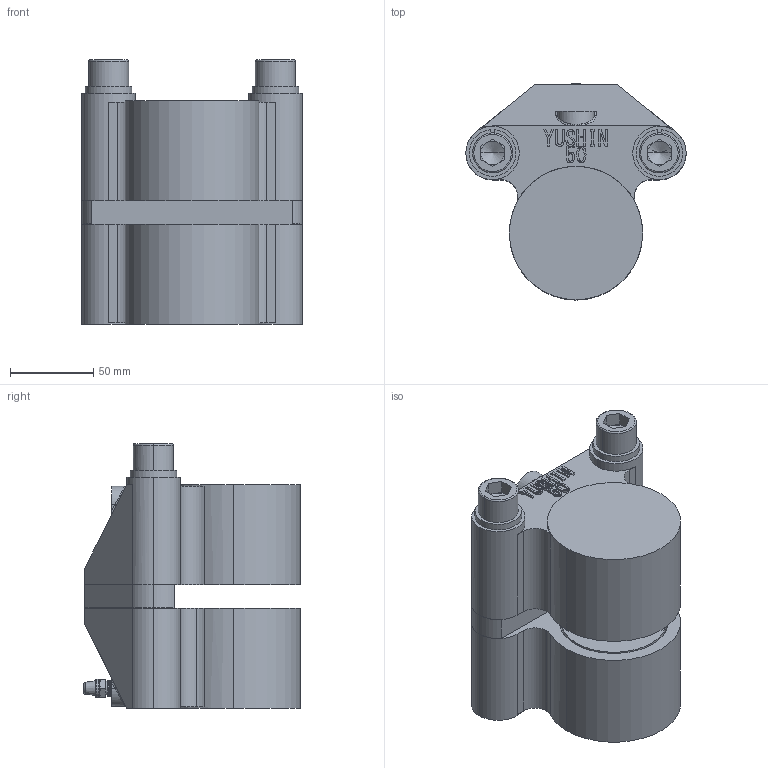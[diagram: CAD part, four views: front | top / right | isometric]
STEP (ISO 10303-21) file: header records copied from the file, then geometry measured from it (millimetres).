
FILE_DESCRIPTION (( 'STEP AP203' ), '1' );
FILE_NAME ('DBL-50(Web—p).STEP', '2024-11-06T07:34:33', ( '' ), ( '' ), 'SwSTEP 2.0', 'SolidWorks 2024', '' );
FILE_SCHEMA (( 'CONFIG_CONTROL_DESIGN' ));
Length unit declared in the file: millimetre
Products named in the file (1): DBL-50(Web用)
Bounding box: 132 x 129.65 x 158.5 mm (x, y, z)
Volume: 1312098.3 mm3; surface area: 97822.9 mm2
Topology: 1 solids, 1 shells, 549 faces, 1439 edges, 918 vertices
Faces by surface type: plane 279, bspline 132, cylinder 73, cone 57, torus 8
Entity records: 22699 total; most frequent: CARTESIAN_POINT 10068, ORIENTED_EDGE 2854, DIRECTION 2175, EDGE_CURVE 1427, VERTEX_POINT 918, VECTOR 851, LINE 851, AXIS2_PLACEMENT_3D 662
